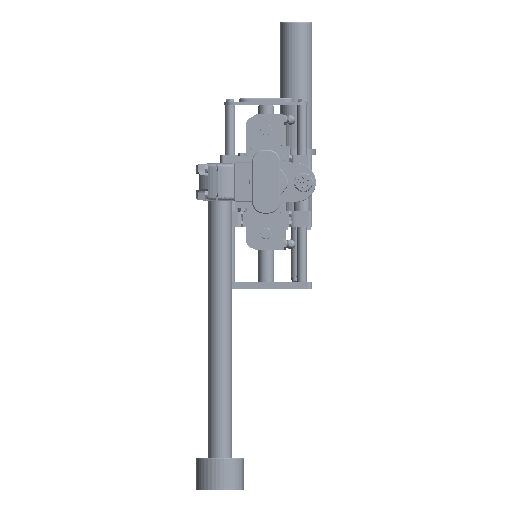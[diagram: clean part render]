
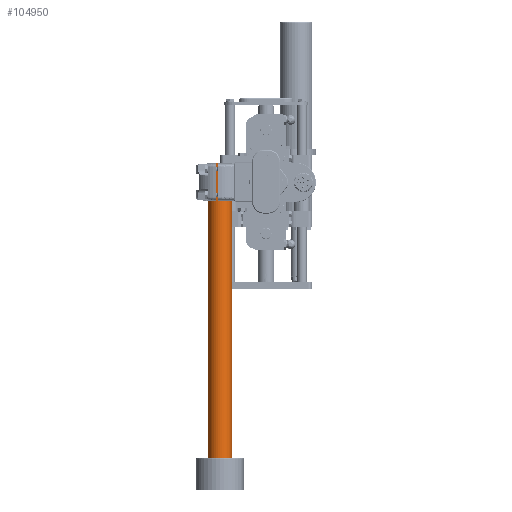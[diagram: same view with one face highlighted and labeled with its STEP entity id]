
A CAD part, top view. The second image highlights one B-rep face of the part: STEP entity #104950.
In plain terms, the highlighted cylindrical face has radius 15 mm (diameter 30 mm), a full revolution.
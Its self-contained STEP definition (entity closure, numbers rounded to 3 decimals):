
#1172 = CARTESIAN_POINT ( 'NONE',  ( -96.259, 0., 0. ) ) ;
#2761 = AXIS2_PLACEMENT_3D ( 'NONE', #67987, #85671, #102835 ) ;
#7120 = DIRECTION ( 'NONE',  ( 0., 0., 1. ) ) ;
#10605 = CIRCLE ( 'NONE', #41482, 15. ) ;
#11778 = EDGE_LOOP ( 'NONE', ( #56493 ) ) ;
#19926 = CIRCLE ( 'NONE', #2761, 15. ) ;
#21819 = CARTESIAN_POINT ( 'NONE',  ( -400., 0., 0. ) ) ;
#22394 = CARTESIAN_POINT ( 'NONE',  ( -1., 0., 15. ) ) ;
#22768 = ORIENTED_EDGE ( 'NONE', *, *, #78698, .F. ) ;
#24268 = FACE_OUTER_BOUND ( 'NONE', #95772, .T. ) ;
#25378 = DIRECTION ( 'NONE',  ( 0., 0., 1. ) ) ;
#25856 = FACE_OUTER_BOUND ( 'NONE', #11778, .T. ) ;
#32831 = DIRECTION ( 'NONE',  ( -1., 0., 0. ) ) ;
#39639 = CARTESIAN_POINT ( 'NONE',  ( -400., 0., 15. ) ) ;
#41482 = AXIS2_PLACEMENT_3D ( 'NONE', #21819, #103423, #25378 ) ;
#56493 = ORIENTED_EDGE ( 'NONE', *, *, #84372, .T. ) ;
#66142 = CYLINDRICAL_SURFACE ( 'NONE', #72243, 15. ) ;
#67987 = CARTESIAN_POINT ( 'NONE',  ( -1., 0., 0. ) ) ;
#72243 = AXIS2_PLACEMENT_3D ( 'NONE', #1172, #32831, #7120 ) ;
#78698 = EDGE_CURVE ( 'NONE', #87977, #87977, #10605, .T. ) ;
#79303 = VERTEX_POINT ( 'NONE', #22394 ) ;
#84372 = EDGE_CURVE ( 'NONE', #79303, #79303, #19926, .T. ) ;
#85671 = DIRECTION ( 'NONE',  ( -1., 0., 0. ) ) ;
#87977 = VERTEX_POINT ( 'NONE', #39639 ) ;
#95772 = EDGE_LOOP ( 'NONE', ( #22768 ) ) ;
#102835 = DIRECTION ( 'NONE',  ( 0., 0., 1. ) ) ;
#103423 = DIRECTION ( 'NONE',  ( -1., 0., 0. ) ) ;
#104950 = ADVANCED_FACE ( 'NONE', ( #25856, #24268 ), #66142, .T. ) ;
